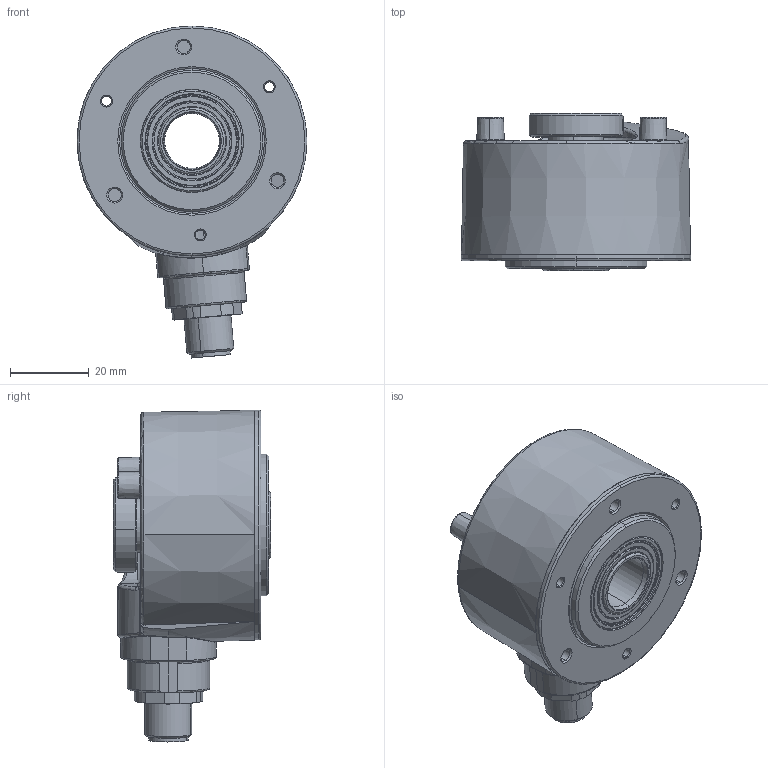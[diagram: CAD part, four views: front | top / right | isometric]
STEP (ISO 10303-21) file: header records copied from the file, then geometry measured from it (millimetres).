
FILE_DESCRIPTION (( 'STEP AP203' ), '1' );
FILE_NAME ('M160.STEP', '2021-10-22T07:37:20', ( '' ), ( '' ), 'SwSTEP 2.0', 'SolidWorks 2020', '' );
FILE_SCHEMA (( 'CONFIG_CONTROL_DESIGN' ));
Length unit declared in the file: millimetre
Products named in the file (1): M160
Bounding box: 58.5 x 40 x 84.48 mm (x, y, z)
Surface area: 18382.7 mm2 (no closed solid volume)
Topology: 0 solids, 19 shells, 269 faces, 677 edges, 438 vertices
Faces by surface type: cylinder 82, cone 64, plane 61, torus 32, bspline 30
Entity records: 11701 total; most frequent: CARTESIAN_POINT 5502, DIRECTION 1243, ORIENTED_EDGE 1239, EDGE_CURVE 677, AXIS2_PLACEMENT_3D 518, VERTEX_POINT 438, EDGE_LOOP 304, CIRCLE 278
